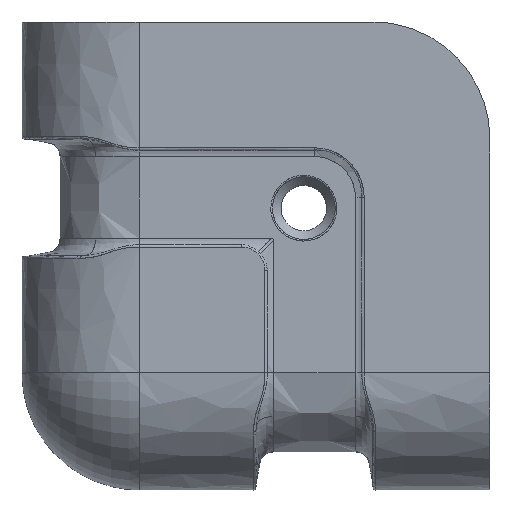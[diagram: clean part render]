
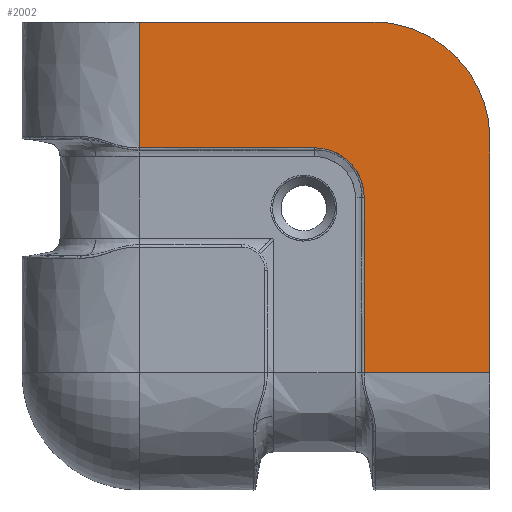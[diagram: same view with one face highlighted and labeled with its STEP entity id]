
A CAD part, top view. The second image highlights one B-rep face of the part: STEP entity #2002.
In plain terms, the highlighted free-form (B-spline) face has degree [3, 3] with [4, 4] control points.
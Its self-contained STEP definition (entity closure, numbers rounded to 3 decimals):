
#234=FACE_OUTER_BOUND('',#326,.T.);
#326=EDGE_LOOP('',(#1692,#1693,#1694,#1695,#1696,#1697,#1698,#1699));
#541=B_SPLINE_CURVE_WITH_KNOTS('',3,(#7336,#7337,#7338,#7339),
 .UNSPECIFIED.,.F.,.F.,(4,4),(0.375,0.75),
 .UNSPECIFIED.);
#542=B_SPLINE_CURVE_WITH_KNOTS('',3,(#7341,#7342,#7343,#7344),
 .UNSPECIFIED.,.F.,.F.,(4,4),(0.731,1.),.UNSPECIFIED.);
#543=B_SPLINE_CURVE_WITH_KNOTS('',3,(#7346,#7347,#7348,#7349),
 .UNSPECIFIED.,.F.,.F.,(4,4),(-0.75,-0.25),.UNSPECIFIED.);
#544=B_SPLINE_CURVE_WITH_KNOTS('',3,(#7351,#7352,#7353,#7354,#7355,#7356,
#7357),.UNSPECIFIED.,.F.,.F.,(4,3,4),(0.,0.888,1.773),
 .UNSPECIFIED.);
#545=B_SPLINE_CURVE_WITH_KNOTS('',3,(#7359,#7360,#7361,#7362),
 .UNSPECIFIED.,.F.,.F.,(4,4),(-0.75,-0.25),.UNSPECIFIED.);
#546=B_SPLINE_CURVE_WITH_KNOTS('',3,(#7364,#7365,#7366,#7367),
 .UNSPECIFIED.,.F.,.F.,(4,4),(0.,0.269),.UNSPECIFIED.);
#547=B_SPLINE_CURVE_WITH_KNOTS('',3,(#7369,#7370,#7371,#7372),
 .UNSPECIFIED.,.F.,.F.,(4,4),(0.,1.65),.UNSPECIFIED.);
#548=B_SPLINE_CURVE_WITH_KNOTS('',3,(#7373,#7374,#7375,#7376,#7377,#7378,
#7379),.UNSPECIFIED.,.F.,.F.,(4,3,4),(-0.753,-0.376,
0.),.UNSPECIFIED.);
#900=VERTEX_POINT('',#7334);
#901=VERTEX_POINT('',#7335);
#902=VERTEX_POINT('',#7340);
#903=VERTEX_POINT('',#7345);
#904=VERTEX_POINT('',#7350);
#905=VERTEX_POINT('',#7358);
#906=VERTEX_POINT('',#7363);
#907=VERTEX_POINT('',#7368);
#1294=EDGE_CURVE('',#900,#901,#541,.T.);
#1295=EDGE_CURVE('',#901,#902,#542,.T.);
#1296=EDGE_CURVE('',#902,#903,#543,.T.);
#1297=EDGE_CURVE('',#903,#904,#544,.T.);
#1298=EDGE_CURVE('',#904,#905,#545,.T.);
#1299=EDGE_CURVE('',#905,#906,#546,.T.);
#1300=EDGE_CURVE('',#906,#907,#547,.T.);
#1301=EDGE_CURVE('',#907,#900,#548,.T.);
#1692=ORIENTED_EDGE('',*,*,#1294,.T.);
#1693=ORIENTED_EDGE('',*,*,#1295,.T.);
#1694=ORIENTED_EDGE('',*,*,#1296,.T.);
#1695=ORIENTED_EDGE('',*,*,#1297,.T.);
#1696=ORIENTED_EDGE('',*,*,#1298,.T.);
#1697=ORIENTED_EDGE('',*,*,#1299,.T.);
#1698=ORIENTED_EDGE('',*,*,#1300,.T.);
#1699=ORIENTED_EDGE('',*,*,#1301,.T.);
#1927=B_SPLINE_SURFACE_WITH_KNOTS('',3,3,((#7318,#7319,#7320,#7321),(#7322,
#7323,#7324,#7325),(#7326,#7327,#7328,#7329),(#7330,#7331,#7332,#7333)),
 .UNSPECIFIED.,.F.,.F.,.F.,(4,4),(4,4),(0.,1.),(0.,1.),.UNSPECIFIED.);
#2002=ADVANCED_FACE('',(#234),#1927,.T.);
#7318=CARTESIAN_POINT('Ctrl Pts',(230.612,71.97,75.652));
#7319=CARTESIAN_POINT('Ctrl Pts',(245.279,71.97,75.652));
#7320=CARTESIAN_POINT('Ctrl Pts',(259.945,71.97,75.652));
#7321=CARTESIAN_POINT('Ctrl Pts',(274.612,71.97,75.652));
#7322=CARTESIAN_POINT('Ctrl Pts',(230.612,57.304,75.652));
#7323=CARTESIAN_POINT('Ctrl Pts',(245.279,57.304,75.652));
#7324=CARTESIAN_POINT('Ctrl Pts',(259.945,57.304,75.652));
#7325=CARTESIAN_POINT('Ctrl Pts',(274.612,57.304,75.652));
#7326=CARTESIAN_POINT('Ctrl Pts',(230.612,42.637,75.652));
#7327=CARTESIAN_POINT('Ctrl Pts',(245.279,42.637,75.652));
#7328=CARTESIAN_POINT('Ctrl Pts',(259.945,42.637,75.652));
#7329=CARTESIAN_POINT('Ctrl Pts',(274.612,42.637,75.652));
#7330=CARTESIAN_POINT('Ctrl Pts',(230.612,27.97,75.652));
#7331=CARTESIAN_POINT('Ctrl Pts',(245.279,27.97,75.652));
#7332=CARTESIAN_POINT('Ctrl Pts',(259.945,27.97,75.652));
#7333=CARTESIAN_POINT('Ctrl Pts',(274.612,27.97,75.652));
#7334=CARTESIAN_POINT('',(262.783,55.47,75.652));
#7335=CARTESIAN_POINT('',(262.783,38.97,75.652));
#7336=CARTESIAN_POINT('Ctrl Pts',(262.783,55.47,75.652));
#7337=CARTESIAN_POINT('Ctrl Pts',(262.783,49.97,75.652));
#7338=CARTESIAN_POINT('Ctrl Pts',(262.783,44.47,75.652));
#7339=CARTESIAN_POINT('Ctrl Pts',(262.783,38.97,75.652));
#7340=CARTESIAN_POINT('',(274.612,38.97,75.652));
#7341=CARTESIAN_POINT('Ctrl Pts',(262.783,38.97,75.652));
#7342=CARTESIAN_POINT('Ctrl Pts',(266.726,38.97,75.652));
#7343=CARTESIAN_POINT('Ctrl Pts',(270.669,38.97,75.652));
#7344=CARTESIAN_POINT('Ctrl Pts',(274.612,38.97,75.652));
#7345=CARTESIAN_POINT('',(274.612,60.97,75.652));
#7346=CARTESIAN_POINT('Ctrl Pts',(274.612,38.97,75.652));
#7347=CARTESIAN_POINT('Ctrl Pts',(274.612,46.304,75.652));
#7348=CARTESIAN_POINT('Ctrl Pts',(274.612,53.637,75.652));
#7349=CARTESIAN_POINT('Ctrl Pts',(274.612,60.97,75.652));
#7350=CARTESIAN_POINT('',(263.612,71.97,75.652));
#7351=CARTESIAN_POINT('Ctrl Pts',(274.612,60.97,75.652));
#7352=CARTESIAN_POINT('Ctrl Pts',(274.612,63.894,75.652));
#7353=CARTESIAN_POINT('Ctrl Pts',(273.448,66.697,75.652));
#7354=CARTESIAN_POINT('Ctrl Pts',(271.377,68.761,75.652));
#7355=CARTESIAN_POINT('Ctrl Pts',(269.316,70.816,75.652));
#7356=CARTESIAN_POINT('Ctrl Pts',(266.523,71.97,75.652));
#7357=CARTESIAN_POINT('Ctrl Pts',(263.612,71.97,75.652));
#7358=CARTESIAN_POINT('',(241.612,71.97,75.652));
#7359=CARTESIAN_POINT('Ctrl Pts',(263.612,71.97,75.652));
#7360=CARTESIAN_POINT('Ctrl Pts',(256.279,71.97,75.652));
#7361=CARTESIAN_POINT('Ctrl Pts',(248.945,71.97,75.652));
#7362=CARTESIAN_POINT('Ctrl Pts',(241.612,71.97,75.652));
#7363=CARTESIAN_POINT('',(241.612,60.141,75.652));
#7364=CARTESIAN_POINT('Ctrl Pts',(241.612,71.97,75.652));
#7365=CARTESIAN_POINT('Ctrl Pts',(241.612,68.027,75.652));
#7366=CARTESIAN_POINT('Ctrl Pts',(241.612,64.084,75.652));
#7367=CARTESIAN_POINT('Ctrl Pts',(241.612,60.141,75.652));
#7368=CARTESIAN_POINT('',(258.112,60.141,75.652));
#7369=CARTESIAN_POINT('Ctrl Pts',(241.612,60.141,75.652));
#7370=CARTESIAN_POINT('Ctrl Pts',(247.112,60.141,75.652));
#7371=CARTESIAN_POINT('Ctrl Pts',(252.612,60.141,75.652));
#7372=CARTESIAN_POINT('Ctrl Pts',(258.112,60.141,75.652));
#7373=CARTESIAN_POINT('Ctrl Pts',(258.112,60.141,75.652));
#7374=CARTESIAN_POINT('Ctrl Pts',(259.351,60.141,75.652));
#7375=CARTESIAN_POINT('Ctrl Pts',(260.539,59.649,75.652));
#7376=CARTESIAN_POINT('Ctrl Pts',(261.415,58.773,75.652));
#7377=CARTESIAN_POINT('Ctrl Pts',(262.291,57.897,75.652));
#7378=CARTESIAN_POINT('Ctrl Pts',(262.783,56.709,75.652));
#7379=CARTESIAN_POINT('Ctrl Pts',(262.783,55.47,75.652));
